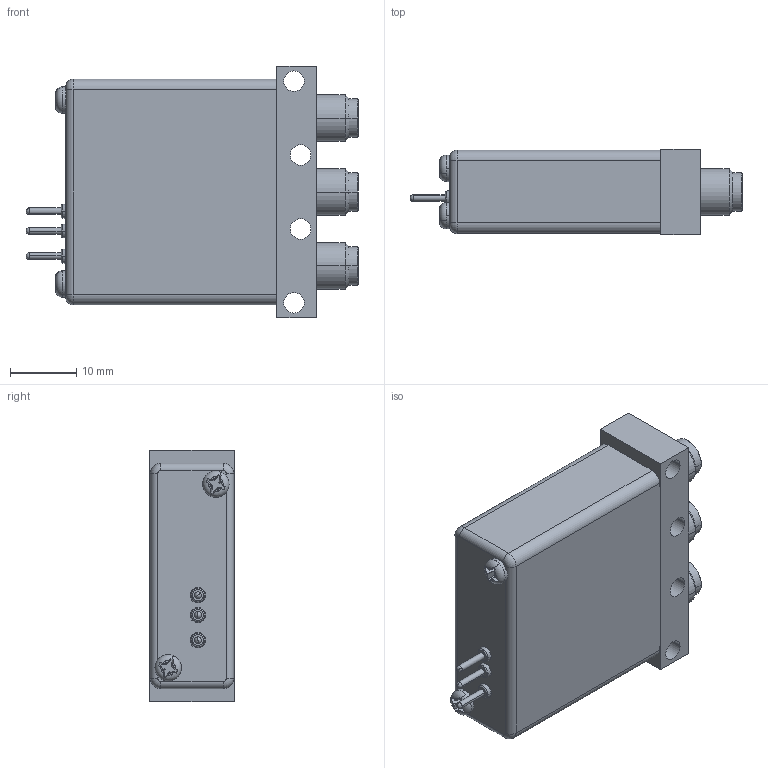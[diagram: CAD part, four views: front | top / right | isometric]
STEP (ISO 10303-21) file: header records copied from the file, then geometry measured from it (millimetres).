
FILE_DESCRIPTION (( 'STEP AP214' ), '1' );
FILE_NAME ('FMSW9026_3D.step', '2025-05-06T19:29:57', ( '' ), ( '' ), 'SwSTEP 2.0', 'SolidWorks 2022', '' );
FILE_SCHEMA (( 'AUTOMOTIVE_DESIGN' ));
Length unit declared in the file: millimetre
Products named in the file (1): FMSW9026_3D
Bounding box: 50.2 x 12.85 x 38.1 mm (x, y, z)
Volume: 16713.5 mm3; surface area: 5520 mm2
Topology: 1 solids, 1 shells, 182 faces, 460 edges, 287 vertices
Faces by surface type: plane 68, cylinder 48, cone 30, sphere 22, torus 14
Entity records: 5526 total; most frequent: CARTESIAN_POINT 1050, DIRECTION 990, ORIENTED_EDGE 902, EDGE_CURVE 451, AXIS2_PLACEMENT_3D 400, VERTEX_POINT 284, CIRCLE 217, EDGE_LOOP 203
